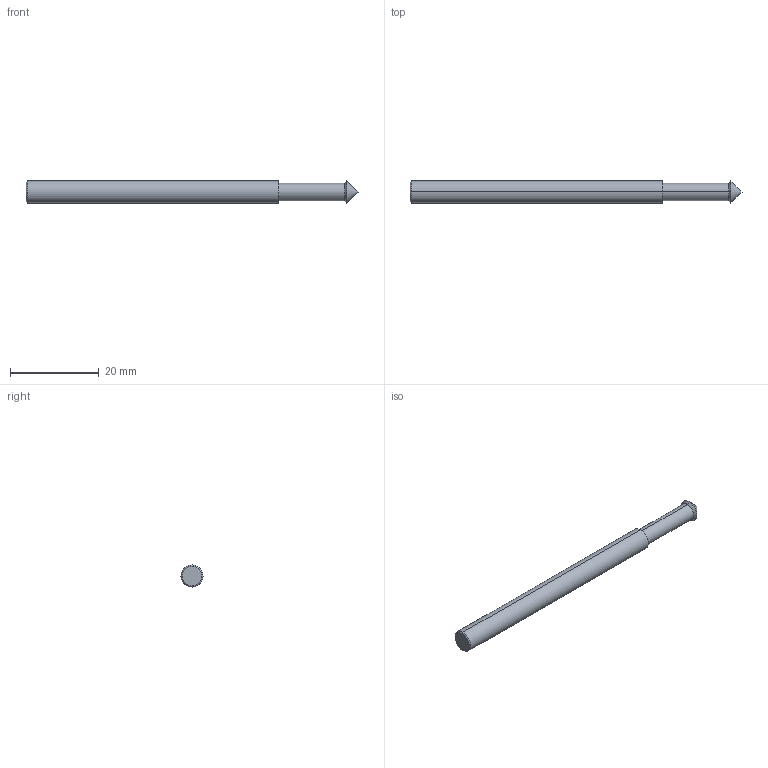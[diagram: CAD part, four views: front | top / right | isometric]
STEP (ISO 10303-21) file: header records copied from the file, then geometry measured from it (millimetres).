
FILE_DESCRIPTION((''),'2;1');
FILE_NAME('52159050_ASM','2019-10-17T08:50:38',('endresb'),(''),'CREO PARAMETRIC BY PTC INC, 2018400','CREO PARAMETRIC BY PTC INC, 2018400','');
FILE_SCHEMA(('AUTOMOTIVE_DESIGN { 1 0 10303 214 1 1 1 1 }'));
Length unit declared in the file: millimetre
Products named in the file (3): 52159050NC; 52159050C; 52159050_ASM
Assembly tree (2 placements, depth 2):
  52159050_ASM
    52159050NC
    52159050C
Bounding box: 75 x 5 x 5 mm (x, y, z)
Volume: 1297.9 mm3; surface area: 1166.4 mm2
Topology: 1 solids, 2 shells, 14 faces, 28 edges, 18 vertices
Faces by surface type: cone 6, plane 4, cylinder 4
Entity records: 1461 total; most frequent: DIRECTION 148, PROPERTY_DEFINITION 118, REPRESENTATION 116, PROPERTY_DEFINITION_REPRESENTATION 116, CARTESIAN_POINT 104, DESCRIPTIVE_REPRESENTATION_ITEM 80, GENERAL_PROPERTY 77, GENERAL_PROPERTY_ASSOCIATION 77
